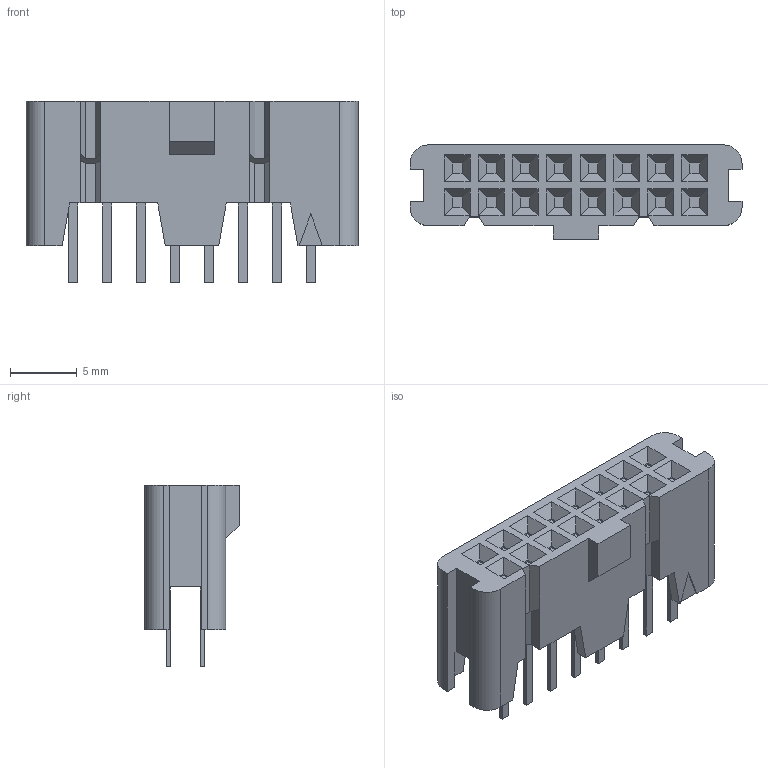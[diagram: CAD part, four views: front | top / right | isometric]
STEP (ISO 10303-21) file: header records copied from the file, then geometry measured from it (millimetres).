
FILE_DESCRIPTION(/* description */ (''),/* implementation_level */ '2;1');
FILE_NAME(/* name */ '3M_8516-4500PL.stp',/* time_stamp */ '2016-12-06T11:16:56+01:00',/* author */ ('riccim'),/* organization */ (''),/* preprocessor_version */ 'ST-DEVELOPER v15.5',/* originating_system */ 'AutoCAD Mechanical',/* authorisation */ '');
FILE_SCHEMA (('AUTOMOTIVE_DESIGN { 1 0 10303 214 3 1 1 }'));
Length unit declared in the file: millimetre
Products named in the file (1): Product
Bounding box: 24.82 x 7.05 x 13.6 mm (x, y, z)
Volume: 1147.5 mm3; surface area: 1251.2 mm2
Topology: 17 solids, 17 shells, 313 faces, 721 edges, 458 vertices
Faces by surface type: plane 305, cylinder 8
Entity records: 8610 total; most frequent: CARTESIAN_POINT 1493, ORIENTED_EDGE 1442, DIRECTION 1365, EDGE_CURVE 721, LINE 705, VECTOR 705, VERTEX_POINT 458, AXIS2_PLACEMENT_3D 330
